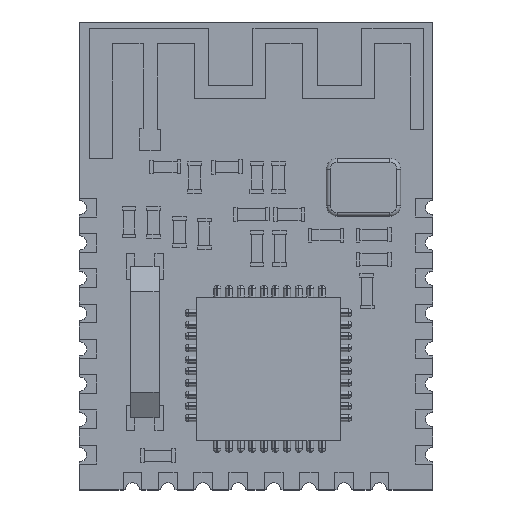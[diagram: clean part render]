
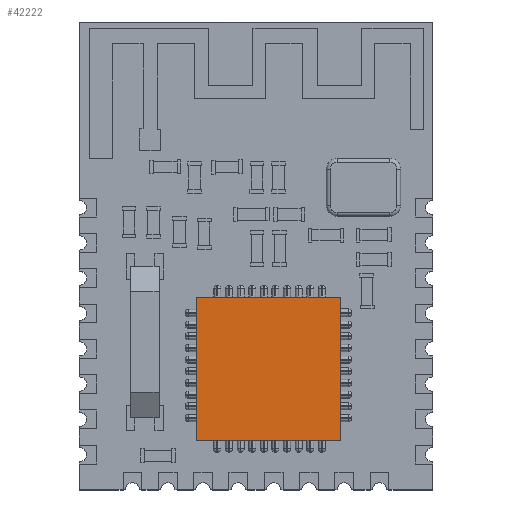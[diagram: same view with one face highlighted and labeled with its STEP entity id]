
A CAD part, top view. The second image highlights one B-rep face of the part: STEP entity #42222.
In plain terms, the highlighted planar face has unit normal (0, 0, 1).
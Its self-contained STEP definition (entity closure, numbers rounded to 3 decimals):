
#2074=LINE('',#57704,#5407);
#2079=LINE('',#57716,#5412);
#2138=LINE('',#57891,#5471);
#2143=LINE('',#57905,#5476);
#5407=VECTOR('',#46967,1000.);
#5412=VECTOR('',#46976,1000.);
#5471=VECTOR('',#47113,1000.);
#5476=VECTOR('',#47126,1000.);
#11231=ORIENTED_EDGE('',*,*,#17903,.F.);
#11232=ORIENTED_EDGE('',*,*,#17792,.F.);
#11233=ORIENTED_EDGE('',*,*,#17798,.F.);
#11234=ORIENTED_EDGE('',*,*,#17895,.F.);
#17792=EDGE_CURVE('',#22140,#22141,#2074,.T.);
#17798=EDGE_CURVE('',#22145,#22140,#2079,.T.);
#17895=EDGE_CURVE('',#22222,#22145,#2138,.T.);
#17903=EDGE_CURVE('',#22141,#22222,#2143,.T.);
#22140=VERTEX_POINT('',#57703);
#22141=VERTEX_POINT('',#57705);
#22145=VERTEX_POINT('',#57715);
#22222=VERTEX_POINT('',#57890);
#24923=EDGE_LOOP('',(#11231,#11232,#11233,#11234));
#26868=FACE_BOUND('',#24923,.T.);
#28670=PLANE('',#44239);
#42222=ADVANCED_FACE('',(#26868),#28670,.F.);
#44239=AXIS2_PLACEMENT_3D('',#59650,#48898,#48899);
#46967=DIRECTION('',(-1.,0.,0.));
#46976=DIRECTION('',(0.,-1.,0.));
#47113=DIRECTION('',(1.,0.,0.));
#47126=DIRECTION('',(0.,1.,0.));
#48898=DIRECTION('',(0.,0.,-1.));
#48899=DIRECTION('',(-1.,0.,0.));
#57703=CARTESIAN_POINT('',(3.577,2.092,1.575));
#57704=CARTESIAN_POINT('',(3.577,2.092,1.575));
#57705=CARTESIAN_POINT('',(-2.53,2.092,1.575));
#57715=CARTESIAN_POINT('',(3.577,8.199,1.575));
#57716=CARTESIAN_POINT('',(3.577,8.199,1.575));
#57890=CARTESIAN_POINT('',(-2.53,8.199,1.575));
#57891=CARTESIAN_POINT('',(-2.53,8.199,1.575));
#57905=CARTESIAN_POINT('',(-2.53,2.092,1.575));
#59650=CARTESIAN_POINT('',(0.,0.,1.575));
